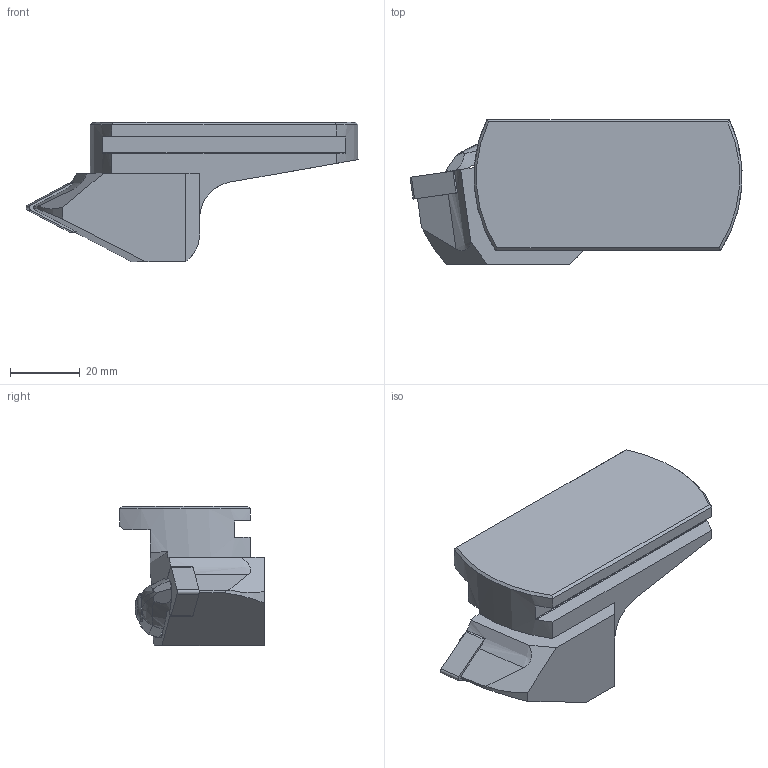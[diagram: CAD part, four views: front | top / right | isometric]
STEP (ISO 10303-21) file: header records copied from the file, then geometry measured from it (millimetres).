
FILE_DESCRIPTION(/* description */ (''),/* implementation_level */ '2;1');
FILE_NAME(/* name */ '1642493207598.stp',/* time_stamp */ '2022-01-18T13:37:11+05:00',/* author */ (''),/* organization */ ('SMS'),/* preprocessor_version */ 'ST-DEVELOPER v16.7',/* originating_system */ 'SIEMENS PLM Software NX 12.0',/* authorisation */ '');
FILE_SCHEMA (('AUTOMOTIVE_DESIGN { 1 0 10303 214 3 1 1 1 }'));
Length unit declared in the file: millimetre
Products named in the file (4): IsoTurningInsert; ASSEMBLY_CONSTRUCTION; 201846114mod000_01; 201846110mod000_01
Assembly tree (3 placements, depth 2):
  201846110mod000_01
    201846114mod000_01
    ASSEMBLY_CONSTRUCTION
    IsoTurningInsert
Bounding box: 95.33 x 41.5 x 40 mm (x, y, z)
Volume: 61490.4 mm3; surface area: 14052.4 mm2
Topology: 2 solids, 2 shells, 86 faces, 239 edges, 165 vertices
Faces by surface type: plane 50, cylinder 23, bspline 9, cone 2, extrusion 1, sphere 1
Full cylindrical faces by diameter (mm): 5 x1, 5.156 x2, 8 x1
Entity records: 3339 total; most frequent: CARTESIAN_POINT 1043, ORIENTED_EDGE 460, DIRECTION 424, EDGE_CURVE 230, VERTEX_POINT 153, AXIS2_PLACEMENT_3D 153, VECTOR 118, LINE 117
